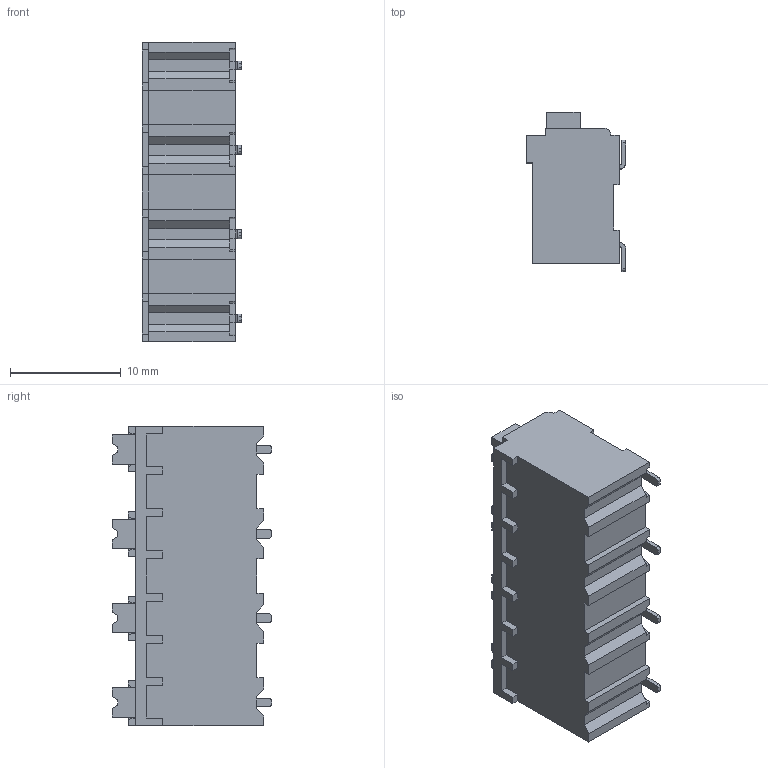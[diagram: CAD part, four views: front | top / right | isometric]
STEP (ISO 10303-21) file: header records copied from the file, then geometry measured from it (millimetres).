
FILE_DESCRIPTION((''),'2;1');
FILE_NAME('TLM-004RS-7_62-XXP-X','2024-09-29T',('sj'),(''),'PRO/ENGINEER BY PARAMETRIC TECHNOLOGY CORPORATION, 2015240','PRO/ENGINEER BY PARAMETRIC TECHNOLOGY CORPORATION, 2015240','');
FILE_SCHEMA(('CONFIG_CONTROL_DESIGN','SHAPE_APPEARANCE_LAYERS_GROUPS'));
Length unit declared in the file: millimetre
Products named in the file (1): TLM-004RS-7_62-XXP-X
Bounding box: 9 x 14.38 x 27.06 mm (x, y, z)
Volume: 1589.1 mm3; surface area: 2318.9 mm2
Topology: 1 solids, 1 shells, 392 faces, 1128 edges, 750 vertices
Faces by surface type: plane 336, cylinder 56
Entity records: 12818 total; most frequent: CARTESIAN_POINT 2394, ORIENTED_EDGE 2256, DIRECTION 2016, EDGE_CURVE 1128, VECTOR 976, LINE 976, VERTEX_POINT 750, AXIS2_PLACEMENT_3D 520
